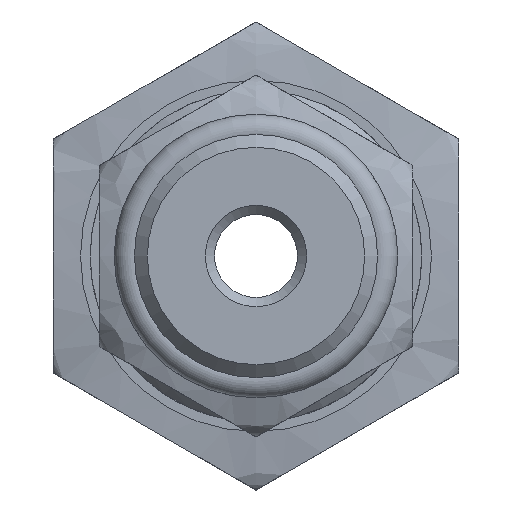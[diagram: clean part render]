
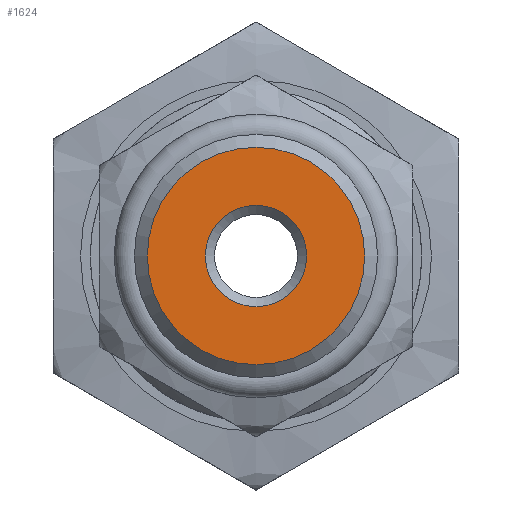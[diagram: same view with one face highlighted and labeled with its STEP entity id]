
A CAD part, left-side view. The second image highlights one B-rep face of the part: STEP entity #1624.
In plain terms, the highlighted planar face has unit normal (-1, 0, 0).
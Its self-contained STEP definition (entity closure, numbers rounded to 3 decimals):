
#177=PLANE('',#1727);
#240=ORIENTED_EDGE('',*,*,#505,.F.);
#241=ORIENTED_EDGE('',*,*,#506,.T.);
#505=EDGE_CURVE('',#643,#643,#749,.T.);
#506=EDGE_CURVE('',#644,#644,#750,.T.);
#643=VERTEX_POINT('',#2165);
#644=VERTEX_POINT('',#2168);
#749=CIRCLE('',#1726,2.75);
#750=CIRCLE('',#1728,5.9);
#816=EDGE_LOOP('',(#240));
#817=EDGE_LOOP('',(#241));
#944=FACE_BOUND('',#816,.T.);
#945=FACE_BOUND('',#817,.T.);
#1624=ADVANCED_FACE('',(#944,#945),#177,.T.);
#1726=AXIS2_PLACEMENT_3D('',#2164,#1887,#1888);
#1727=AXIS2_PLACEMENT_3D('',#2166,#1889,#1890);
#1728=AXIS2_PLACEMENT_3D('',#2167,#1891,#1892);
#1887=DIRECTION('',(-1.,0.,0.));
#1888=DIRECTION('',(0.,0.,1.));
#1889=DIRECTION('',(-1.,0.,0.));
#1890=DIRECTION('',(0.,0.,1.));
#1891=DIRECTION('',(-1.,0.,0.));
#1892=DIRECTION('',(0.,0.,1.));
#2164=CARTESIAN_POINT('',(-47.303,0.,0.));
#2165=CARTESIAN_POINT('',(-47.303,0.,2.75));
#2166=CARTESIAN_POINT('',(-47.303,0.,5.9));
#2167=CARTESIAN_POINT('',(-47.303,0.,0.));
#2168=CARTESIAN_POINT('',(-47.303,0.,5.9));
